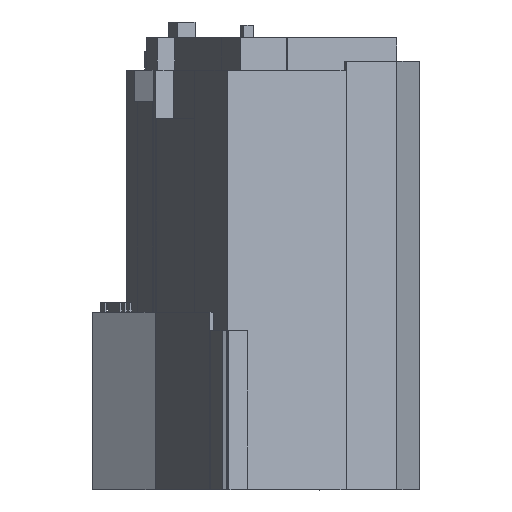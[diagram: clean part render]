
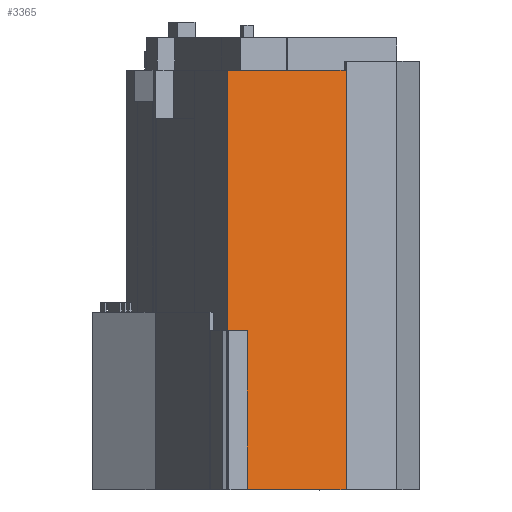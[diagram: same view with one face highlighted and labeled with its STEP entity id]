
A CAD part, front view. The second image highlights one B-rep face of the part: STEP entity #3365.
In plain terms, the highlighted planar face has unit normal (0.405, -0.914, 0).
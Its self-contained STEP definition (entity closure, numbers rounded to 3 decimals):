
#46=ELLIPSE('',#3557,5643.727,60.078);
#193=FACE_OUTER_BOUND('',#373,.T.);
#373=EDGE_LOOP('',(#2831,#2832,#2833,#2834,#2835,#2836,#2837,#2838));
#505=LINE('',#4623,#962);
#773=LINE('',#5192,#1230);
#810=LINE('',#5263,#1267);
#816=LINE('',#5273,#1273);
#817=LINE('',#5275,#1274);
#818=LINE('',#5276,#1275);
#819=LINE('',#5279,#1276);
#962=VECTOR('',#3752,0.1);
#1230=VECTOR('',#4222,0.1);
#1267=VECTOR('',#4287,0.1);
#1273=VECTOR('',#4297,0.1);
#1274=VECTOR('',#4298,0.1);
#1275=VECTOR('',#4299,0.1);
#1276=VECTOR('',#4302,0.1);
#1405=VERTEX_POINT('',#4619);
#1407=VERTEX_POINT('',#4622);
#1587=VERTEX_POINT('',#5188);
#1589=VERTEX_POINT('',#5191);
#1609=VERTEX_POINT('',#5262);
#1611=VERTEX_POINT('',#5272);
#1612=VERTEX_POINT('',#5274);
#1613=VERTEX_POINT('',#5277);
#1735=EDGE_CURVE('',#1407,#1405,#505,.T.);
#2013=EDGE_CURVE('',#1589,#1587,#773,.T.);
#2050=EDGE_CURVE('',#1609,#1589,#810,.T.);
#2056=EDGE_CURVE('',#1609,#1611,#816,.T.);
#2057=EDGE_CURVE('',#1612,#1587,#817,.T.);
#2058=EDGE_CURVE('',#1407,#1612,#818,.T.);
#2059=EDGE_CURVE('',#1613,#1405,#46,.T.);
#2060=EDGE_CURVE('',#1611,#1613,#819,.T.);
#2831=ORIENTED_EDGE('',*,*,#2056,.F.);
#2832=ORIENTED_EDGE('',*,*,#2050,.T.);
#2833=ORIENTED_EDGE('',*,*,#2013,.T.);
#2834=ORIENTED_EDGE('',*,*,#2057,.F.);
#2835=ORIENTED_EDGE('',*,*,#2058,.F.);
#2836=ORIENTED_EDGE('',*,*,#1735,.T.);
#2837=ORIENTED_EDGE('',*,*,#2059,.F.);
#2838=ORIENTED_EDGE('',*,*,#2060,.F.);
#3194=PLANE('',#3556);
#3365=ADVANCED_FACE('',(#193),#3194,.F.);
#3556=AXIS2_PLACEMENT_3D('',#5271,#4295,#4296);
#3557=AXIS2_PLACEMENT_3D('',#5278,#4300,#4301);
#3752=DIRECTION('',(0.914,0.405,0.));
#4222=DIRECTION('',(0.,0.,-1.));
#4287=DIRECTION('',(-0.914,-0.405,0.));
#4295=DIRECTION('center_axis',(-0.405,0.914,0.));
#4296=DIRECTION('ref_axis',(0.,0.,1.));
#4297=DIRECTION('',(0.,0.,-1.));
#4298=DIRECTION('',(-0.914,-0.405,0.));
#4299=DIRECTION('',(0.,0.,-1.));
#4300=DIRECTION('center_axis',(0.405,-0.914,0.));
#4301=DIRECTION('ref_axis',(0.001,0.,1.));
#4302=DIRECTION('',(-0.914,-0.405,0.));
#4619=CARTESIAN_POINT('',(-1205905.295,-3796504.72,1678.647));
#4622=CARTESIAN_POINT('',(-1205909.534,-3796506.598,1678.647));
#4623=CARTESIAN_POINT('',(-1205902.6,-3796503.526,1678.647));
#5188=CARTESIAN_POINT('',(-1205909.841,-3796506.734,1642.677));
#5191=CARTESIAN_POINT('',(-1205909.84,-3796506.733,1737.322));
#5192=CARTESIAN_POINT('',(-1205909.841,-3796506.734,1692.689));
#5262=CARTESIAN_POINT('',(-1205883.057,-3796494.868,1737.321));
#5263=CARTESIAN_POINT('',(-1205897.706,-3796501.358,1737.322));
#5271=CARTESIAN_POINT('Origin',(-1205897.799,-3796501.399,1687.088));
#5272=CARTESIAN_POINT('',(-1205883.058,-3796494.868,1642.676));
#5273=CARTESIAN_POINT('',(-1205883.058,-3796494.868,1689.484));
#5274=CARTESIAN_POINT('',(-1205909.534,-3796506.598,1642.677));
#5275=CARTESIAN_POINT('',(-1205893.417,-3796499.457,1642.676));
#5276=CARTESIAN_POINT('',(-1205909.534,-3796506.598,1673.875));
#5277=CARTESIAN_POINT('',(-1205905.296,-3796504.72,1642.677));
#5278=CARTESIAN_POINT('Origin',(-1205960.438,-3796529.15,1179.054));
#5279=CARTESIAN_POINT('',(-1205893.417,-3796499.457,1642.676));
